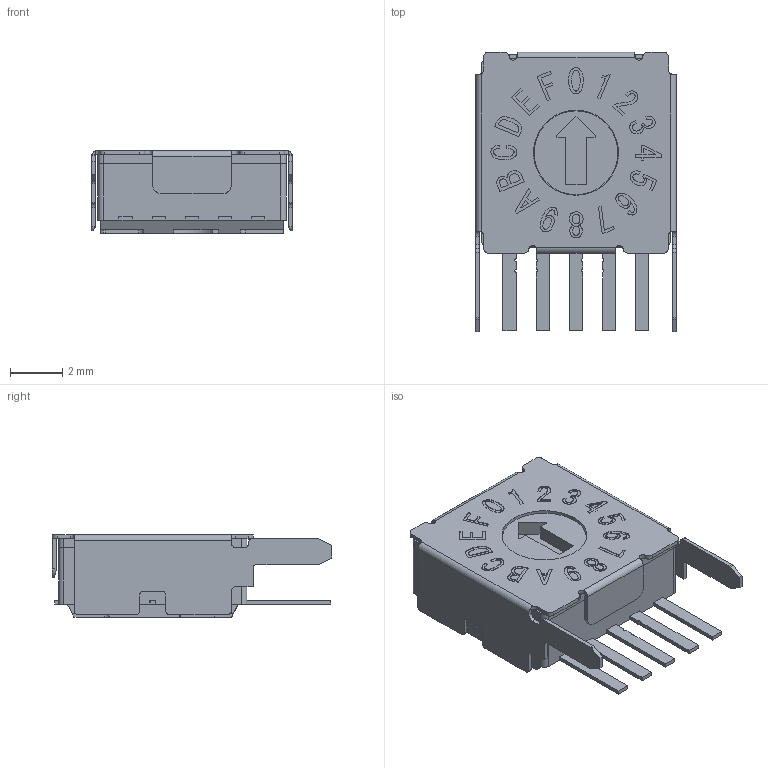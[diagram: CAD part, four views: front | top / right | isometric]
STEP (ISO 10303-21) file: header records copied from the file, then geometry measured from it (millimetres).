
FILE_DESCRIPTION (( 'STEP AP214' ), '1' );
FILE_NAME ('KZxDx16HT_MODEL.STEP', '2020-01-21T04:38:32', ( '' ), ( '' ), 'SwSTEP 2.0', 'SolidWorks 2018', '' );
FILE_SCHEMA (( 'AUTOMOTIVE_DESIGN' ));
Length unit declared in the file: millimetre
Products named in the file (1): KZxDx16HT_MODEL
Bounding box: 7.68 x 10.68 x 3.15 mm (x, y, z)
Volume: 157.8 mm3; surface area: 646.6 mm2
Topology: 5 solids, 7 shells, 1255 faces, 3488 edges, 2312 vertices
Faces by surface type: plane 902, bspline 188, cylinder 148, cone 15, torus 2
Entity records: 59830 total; most frequent: CARTESIAN_POINT 14842, ORIENTED_EDGE 6976, DIRECTION 5538, EDGE_CURVE 3488, LINE 2762, VECTOR 2762, VERTEX_POINT 2312, AXIS2_PLACEMENT_3D 1388
